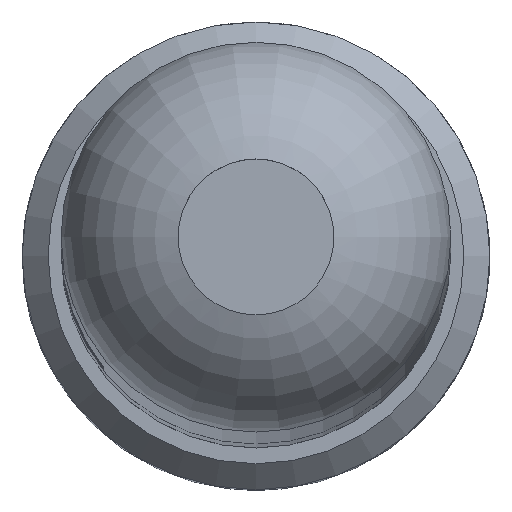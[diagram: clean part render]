
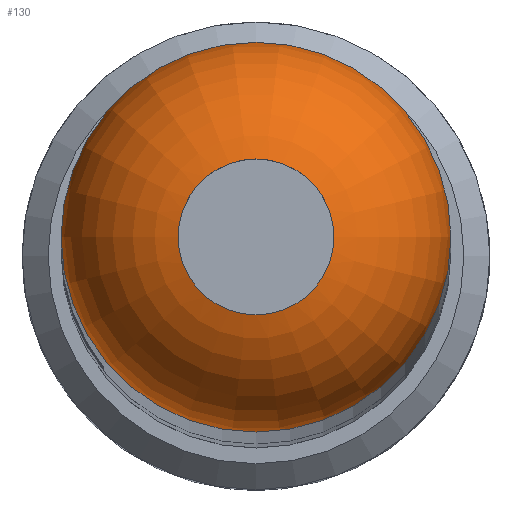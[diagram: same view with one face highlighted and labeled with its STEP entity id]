
A CAD part, top view. The second image highlights one B-rep face of the part: STEP entity #130.
In plain terms, the highlighted toroidal (fillet/blend) face has major radius 0.075 mm and minor radius 0.3 mm.
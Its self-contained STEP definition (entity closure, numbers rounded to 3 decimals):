
#130 = ADVANCED_FACE ( 'NONE', ( #5180, #3973 ), #965, .T. ) ;
#147 = AXIS2_PLACEMENT_3D ( 'NONE', #1708, #1699, #1421 ) ;
#508 = ORIENTED_EDGE ( 'NONE', *, *, #2819, .T. ) ;
#896 = DIRECTION ( 'NONE',  ( 0., 0., -1. ) ) ;
#965 = TOROIDAL_SURFACE ( 'NONE', #1585, 0.075, 0.3 ) ;
#1048 = EDGE_CURVE ( 'NONE', #1050, #1050, #3375, .T. ) ;
#1050 = VERTEX_POINT ( 'NONE', #2717 ) ;
#1073 = CIRCLE ( 'NONE', #4130, 0.15 ) ;
#1421 = DIRECTION ( 'NONE',  ( -1., 0., 0. ) ) ;
#1429 = DIRECTION ( 'NONE',  ( -1., 0., 0. ) ) ;
#1585 = AXIS2_PLACEMENT_3D ( 'NONE', #5317, #1596, #5112 ) ;
#1596 = DIRECTION ( 'NONE',  ( 0., 0., -1. ) ) ;
#1699 = DIRECTION ( 'NONE',  ( 0., 0., -1. ) ) ;
#1708 = CARTESIAN_POINT ( 'NONE',  ( 0., 0., 17.56 ) ) ;
#2717 = CARTESIAN_POINT ( 'NONE',  ( -0.375, 0., 17.56 ) ) ;
#2819 = EDGE_CURVE ( 'NONE', #3543, #3543, #1073, .T. ) ;
#3375 = CIRCLE ( 'NONE', #147, 0.375 ) ;
#3542 = EDGE_LOOP ( 'NONE', ( #508 ) ) ;
#3543 = VERTEX_POINT ( 'NONE', #5211 ) ;
#3864 = CARTESIAN_POINT ( 'NONE',  ( 0., 0., 17.85 ) ) ;
#3973 = FACE_OUTER_BOUND ( 'NONE', #4850, .T. ) ;
#4130 = AXIS2_PLACEMENT_3D ( 'NONE', #3864, #896, #1429 ) ;
#4629 = ORIENTED_EDGE ( 'NONE', *, *, #1048, .F. ) ;
#4850 = EDGE_LOOP ( 'NONE', ( #4629 ) ) ;
#5112 = DIRECTION ( 'NONE',  ( -1., 0., 0. ) ) ;
#5180 = FACE_OUTER_BOUND ( 'NONE', #3542, .T. ) ;
#5211 = CARTESIAN_POINT ( 'NONE',  ( -0.15, 0., 17.85 ) ) ;
#5317 = CARTESIAN_POINT ( 'NONE',  ( 0., 0., 17.56 ) ) ;
